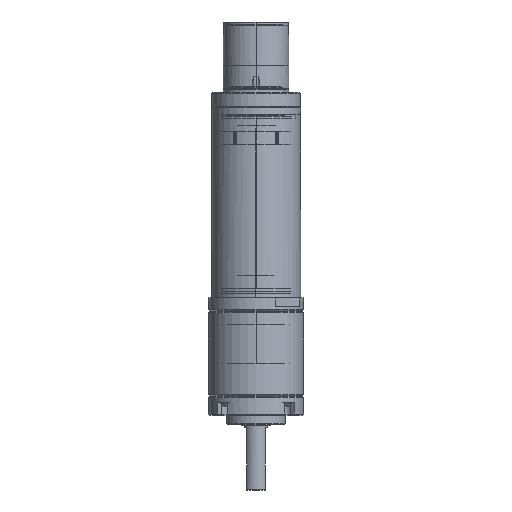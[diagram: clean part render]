
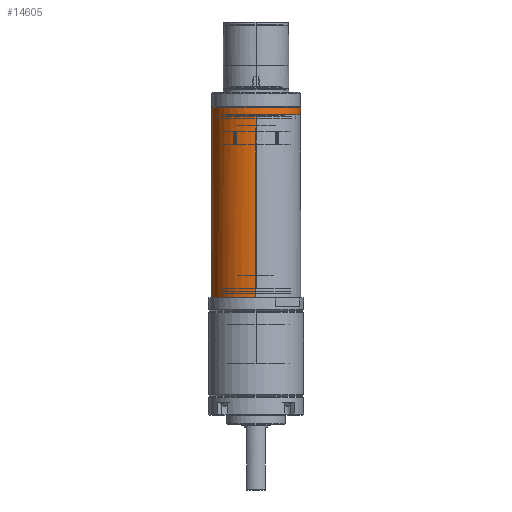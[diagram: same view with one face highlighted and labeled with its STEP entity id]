
A CAD part, left-side view. The second image highlights one B-rep face of the part: STEP entity #14605.
In plain terms, the highlighted cylindrical face has radius 15 mm (diameter 30 mm), a partial arc.
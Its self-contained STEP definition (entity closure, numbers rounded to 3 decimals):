
#206=CARTESIAN_POINT('',(0.,0.,-1.4));
#207=DIRECTION('',(0.,0.,1.));
#208=DIRECTION('',(1.,0.,0.));
#209=AXIS2_PLACEMENT_3D('',#206,#207,#208);
#211=DIRECTION('',(0.,0.,1.));
#212=VECTOR('',#211,61.4);
#213=CARTESIAN_POINT('',(15.,0.,-1.4));
#214=LINE('',#213,#212);
#215=DIRECTION('',(0.,0.,1.));
#216=VECTOR('',#215,2.6);
#217=CARTESIAN_POINT('',(13.566,6.4,60.));
#218=LINE('',#217,#216);
#219=CARTESIAN_POINT('',(0.,0.,62.6));
#220=DIRECTION('',(0.,0.,1.));
#221=DIRECTION('',(0.904,0.427,0.));
#222=AXIS2_PLACEMENT_3D('',#219,#220,#221);
#224=DIRECTION('',(0.,0.,1.));
#225=VECTOR('',#224,2.6);
#226=CARTESIAN_POINT('',(13.37,-6.8,60.));
#227=LINE('',#226,#225);
#228=DIRECTION('',(0.,0.,-1.));
#229=VECTOR('',#228,61.4);
#230=CARTESIAN_POINT('',(-15.,0.,60.));
#231=LINE('',#230,#229);
#232=CARTESIAN_POINT('',(0.,0.,-1.4));
#233=DIRECTION('',(0.,0.,1.));
#234=DIRECTION('',(0.707,0.707,0.));
#235=AXIS2_PLACEMENT_3D('',#232,#233,#234);
#277=CARTESIAN_POINT('',(0.,0.,60.));
#278=DIRECTION('',(0.,0.,1.));
#279=DIRECTION('',(-1.,0.,0.));
#280=AXIS2_PLACEMENT_3D('',#277,#278,#279);
#305=CARTESIAN_POINT('',(0.,0.,60.));
#306=DIRECTION('',(0.,0.,1.));
#307=DIRECTION('',(1.,0.,0.));
#308=AXIS2_PLACEMENT_3D('',#305,#306,#307);
#13243=CARTESIAN_POINT('',(13.566,6.4,62.6));
#13244=CARTESIAN_POINT('',(13.37,-6.8,62.6));
#13245=VERTEX_POINT('',#13243);
#13246=VERTEX_POINT('',#13244);
#13251=CARTESIAN_POINT('',(-15.,0.,60.));
#13252=CARTESIAN_POINT('',(13.37,-6.8,60.));
#13253=VERTEX_POINT('',#13251);
#13254=VERTEX_POINT('',#13252);
#13257=CARTESIAN_POINT('',(13.566,6.4,60.));
#13259=VERTEX_POINT('',#13257);
#13291=CARTESIAN_POINT('',(15.,0.,60.));
#13292=VERTEX_POINT('',#13291);
#13825=CARTESIAN_POINT('',(15.,0.,-1.4));
#13826=CARTESIAN_POINT('',(10.607,10.607,-1.4));
#13827=VERTEX_POINT('',#13825);
#13828=VERTEX_POINT('',#13826);
#13829=CARTESIAN_POINT('',(-15.,0.,-1.4));
#13830=VERTEX_POINT('',#13829);
#14581=CARTESIAN_POINT('',(0.,0.,0.));
#14582=DIRECTION('',(0.,0.,1.));
#14583=DIRECTION('',(1.,0.,0.));
#14584=AXIS2_PLACEMENT_3D('',#14581,#14582,#14583);
#14585=CYLINDRICAL_SURFACE('',#14584,15.);
#14587=ORIENTED_EDGE('',*,*,#14586,.F.);
#14589=ORIENTED_EDGE('',*,*,#14588,.T.);
#14591=ORIENTED_EDGE('',*,*,#14590,.T.);
#14593=ORIENTED_EDGE('',*,*,#14592,.T.);
#14595=ORIENTED_EDGE('',*,*,#14594,.T.);
#14597=ORIENTED_EDGE('',*,*,#14596,.F.);
#14599=ORIENTED_EDGE('',*,*,#14598,.F.);
#14601=ORIENTED_EDGE('',*,*,#14600,.T.);
#14602=ORIENTED_EDGE('',*,*,#14568,.F.);
#14603=EDGE_LOOP('',(#14587,#14589,#14591,#14593,#14595,#14597,#14599,#14601,
#14602));
#14604=FACE_OUTER_BOUND('',#14603,.F.);
#14605=ADVANCED_FACE('',(#14604),#14585,.T.);
#210=CIRCLE('',#209,15.);
#223=CIRCLE('',#222,15.);
#236=CIRCLE('',#235,15.);
#281=CIRCLE('',#280,15.);
#309=CIRCLE('',#308,15.);
#14568=EDGE_CURVE('',#13828,#13830,#236,.T.);
#14586=EDGE_CURVE('',#13827,#13828,#210,.T.);
#14588=EDGE_CURVE('',#13827,#13292,#214,.T.);
#14590=EDGE_CURVE('',#13292,#13259,#309,.T.);
#14592=EDGE_CURVE('',#13259,#13245,#218,.T.);
#14594=EDGE_CURVE('',#13245,#13246,#223,.T.);
#14596=EDGE_CURVE('',#13254,#13246,#227,.T.);
#14598=EDGE_CURVE('',#13253,#13254,#281,.T.);
#14600=EDGE_CURVE('',#13253,#13830,#231,.T.);
